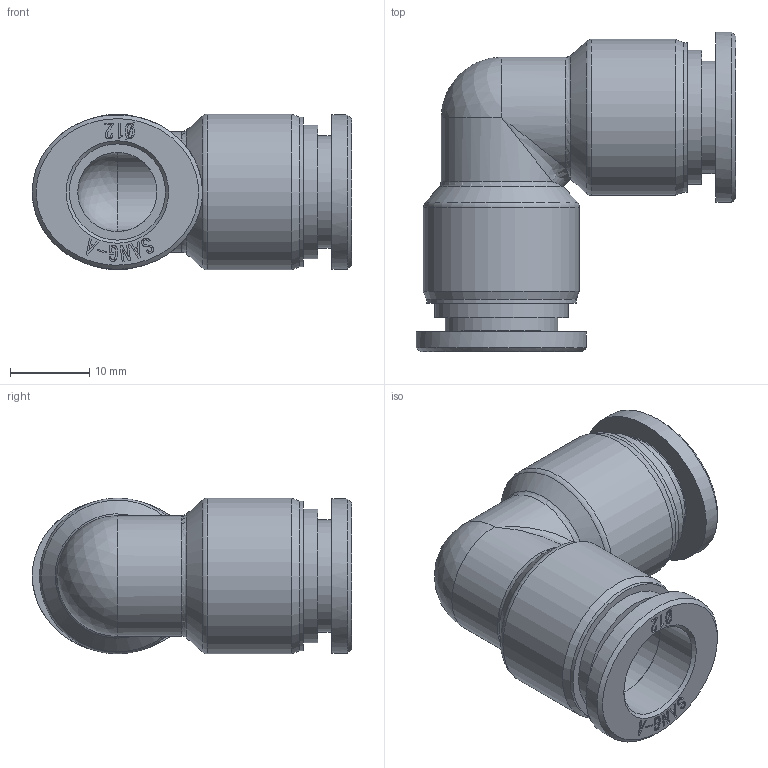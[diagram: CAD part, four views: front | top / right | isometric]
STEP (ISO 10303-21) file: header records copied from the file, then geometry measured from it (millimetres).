
FILE_DESCRIPTION((''),'2;1');
FILE_NAME('F-PUL 12.stp','2020-12-04T16:46:08',('Administrator'),(''),'Autodesk Inventor 2013','Autodesk Inventor 2013','');
FILE_SCHEMA(('CONFIG_CONTROL_DESIGN'));
Length unit declared in the file: millimetre
Products named in the file (3): 조립품52; F-PUL 12 BODY; F-SLEEVE 12(SUS)
Assembly tree (3 placements, depth 2):
  조립품52
    F-PUL 12 BODY
    F-SLEEVE 12(SUS)  x2
Bounding box: 40.35 x 40.35 x 19.7 mm (x, y, z)
Volume: 8389.7 mm3; surface area: 6981.3 mm2
Topology: 3 solids, 3 shells, 347 faces, 915 edges, 604 vertices
Faces by surface type: plane 180, bspline 137, cylinder 16, cone 8, torus 4, sphere 2
Full cylindrical faces by diameter (mm): 10 x2, 12.15 x2, 12.2 x2, 14.2 x2, 16.9 x2, 18.9 x2, 19.7 x2
Entity records: 5844 total; most frequent: CARTESIAN_POINT 1760, ORIENTED_EDGE 908, DIRECTION 602, EDGE_CURVE 454, VERTEX_POINT 311, VECTOR 280, LINE 280, EDGE_LOOP 229
